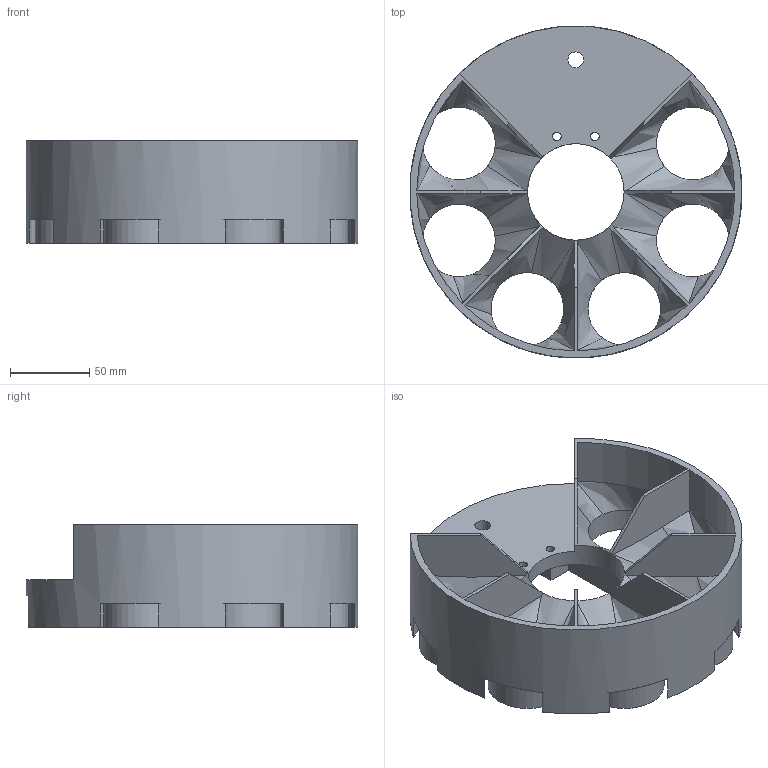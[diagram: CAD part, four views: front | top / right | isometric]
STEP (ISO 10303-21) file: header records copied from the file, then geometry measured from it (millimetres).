
FILE_DESCRIPTION(('FreeCAD Model'),'2;1');
FILE_NAME('Open CASCADE Shape Model','2024-11-10T02:40:44',(''),(''), 'Open CASCADE STEP processor 7.7','FreeCAD','Unknown');
FILE_SCHEMA(('AUTOMOTIVE_DESIGN { 1 0 10303 214 1 1 1 1 }'));
Length unit declared in the file: millimetre
Products named in the file (1): Body
Bounding box: 209.77 x 209.75 x 65 mm (x, y, z)
Volume: 544278.4 mm3; surface area: 181186.4 mm2
Topology: 1 solids, 1 shells, 106 faces, 337 edges, 225 vertices
Faces by surface type: plane 39, cylinder 30, bspline 30, cone 7
Full cylindrical faces by diameter (mm): 5.4 x2, 10 x1, 46 x6, 50 x6, 61 x1, 210 x1
Entity records: 4919 total; most frequent: CARTESIAN_POINT 1937, ORIENTED_EDGE 674, DIRECTION 587, EDGE_CURVE 337, AXIS2_PLACEMENT_3D 253, VERTEX_POINT 225, CIRCLE 162, FACE_BOUND 125
